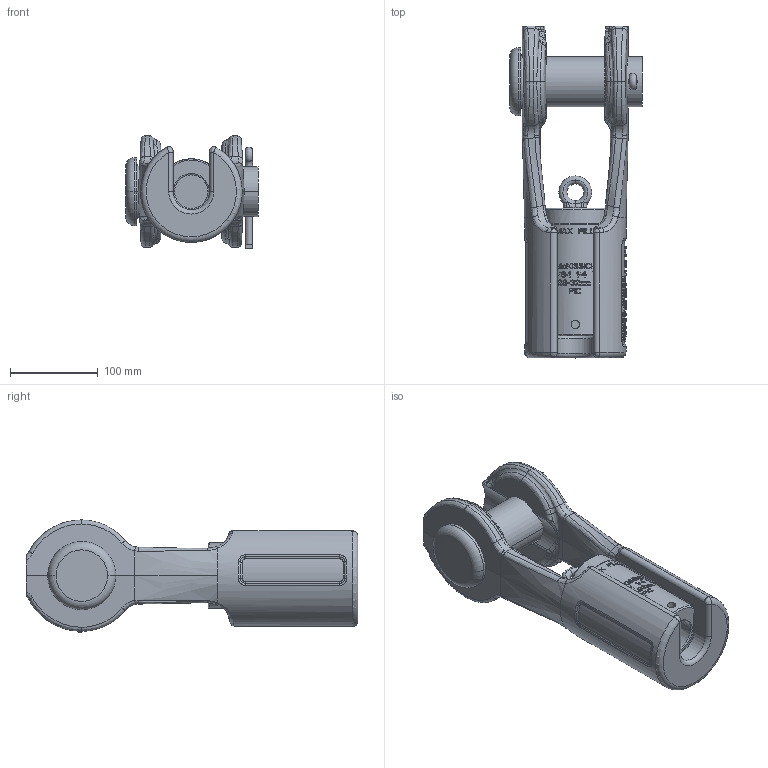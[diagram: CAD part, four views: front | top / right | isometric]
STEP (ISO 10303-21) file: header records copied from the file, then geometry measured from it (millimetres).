
FILE_DESCRIPTION((''),'2;1');
FILE_NAME('CROSBY_SB-427_28-32MM_1052041','2013-02-05T',('Alan Doughty'),('The Crosby Group LLC'),'PRO/ENGINEER BY PARAMETRIC TECHNOLOGY CORPORATION, 2012420','PRO/ENGINEER BY PARAMETRIC TECHNOLOGY CORPORATION, 2012420','');
FILE_SCHEMA(('AUTOMOTIVE_DESIGN { 1 0 10303 214 1 1 1 1 }'));
Products named in the file (1): CROSBY_SB-427_28-32MM_1052041
Bounding box: 150.88 x 378.46 x 127.89 mm (x, y, z)
Volume: 2222736.6 mm3; surface area: 297302.4 mm2
Topology: 3 solids, 4 shells, 1494 faces, 3961 edges, 2558 vertices
Faces by surface type: plane 987, bspline 242, cylinder 162, extrusion 52, torus 37, cone 8, sphere 6
Entity records: 69548 total; most frequent: CARTESIAN_POINT 23581, ORIENTED_EDGE 7922, DIRECTION 5628, PRESENTATION_STYLE_ASSIGNMENT 3973, STYLED_ITEM 3964, CURVE_STYLE 3961, EDGE_CURVE 3961, VERTEX_POINT 2558
